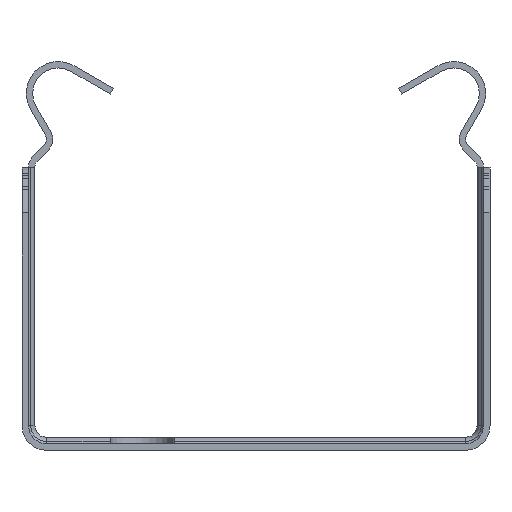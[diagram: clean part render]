
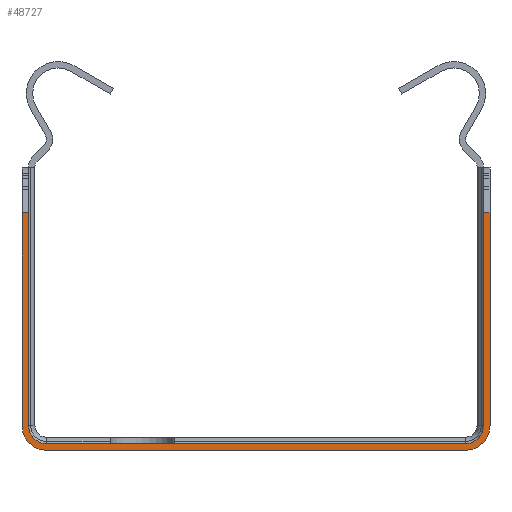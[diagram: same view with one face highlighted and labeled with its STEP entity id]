
A CAD part, front view. The second image highlights one B-rep face of the part: STEP entity #48727.
In plain terms, the highlighted planar face has unit normal (0, -1, 0).
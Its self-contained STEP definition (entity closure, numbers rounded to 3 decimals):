
#1972=CIRCLE('',#52392,2.7);
#1973=CIRCLE('',#52393,2.7);
#1974=CIRCLE('',#52394,2.);
#1975=CIRCLE('',#52395,2.);
#5464=FACE_OUTER_BOUND('',#8396,.T.);
#8396=EDGE_LOOP('',(#40320,#40321,#40322,#40323,#40324,#40325,#40326,#40327,
#40328,#40329,#40330,#40331));
#12882=LINE('',#76803,#17949);
#13046=LINE('',#77284,#18113);
#13050=LINE('',#77293,#18117);
#13053=LINE('',#77308,#18120);
#13054=LINE('',#77312,#18121);
#13055=LINE('',#77315,#18122);
#13056=LINE('',#77317,#18123);
#13057=LINE('',#77321,#18124);
#17949=VECTOR('',#62569,10.);
#18113=VECTOR('',#63049,10.);
#18117=VECTOR('',#63055,10.);
#18120=VECTOR('',#63072,10.);
#18121=VECTOR('',#63075,10.);
#18122=VECTOR('',#63078,10.);
#18123=VECTOR('',#63079,10.);
#18124=VECTOR('',#63084,10.);
#22600=VERTEX_POINT('',#76800);
#22601=VERTEX_POINT('',#76802);
#22758=VERTEX_POINT('',#77278);
#22760=VERTEX_POINT('',#77282);
#22762=VERTEX_POINT('',#77287);
#22764=VERTEX_POINT('',#77291);
#22769=VERTEX_POINT('',#77307);
#22770=VERTEX_POINT('',#77309);
#22771=VERTEX_POINT('',#77311);
#22772=VERTEX_POINT('',#77313);
#22773=VERTEX_POINT('',#77316);
#22774=VERTEX_POINT('',#77319);
#28699=EDGE_CURVE('',#22601,#22600,#12882,.T.);
#28939=EDGE_CURVE('',#22758,#22760,#13046,.T.);
#28943=EDGE_CURVE('',#22762,#22764,#13050,.T.);
#28950=EDGE_CURVE('',#22764,#22769,#13053,.T.);
#28951=EDGE_CURVE('',#22769,#22770,#1972,.T.);
#28952=EDGE_CURVE('',#22770,#22771,#13054,.T.);
#28953=EDGE_CURVE('',#22771,#22772,#1973,.T.);
#28954=EDGE_CURVE('',#22772,#22758,#13055,.T.);
#28955=EDGE_CURVE('',#22760,#22773,#13056,.T.);
#28956=EDGE_CURVE('',#22773,#22601,#1974,.T.);
#28957=EDGE_CURVE('',#22600,#22774,#1975,.T.);
#28958=EDGE_CURVE('',#22774,#22762,#13057,.T.);
#40320=ORIENTED_EDGE('',*,*,#28943,.T.);
#40321=ORIENTED_EDGE('',*,*,#28950,.T.);
#40322=ORIENTED_EDGE('',*,*,#28951,.T.);
#40323=ORIENTED_EDGE('',*,*,#28952,.T.);
#40324=ORIENTED_EDGE('',*,*,#28953,.T.);
#40325=ORIENTED_EDGE('',*,*,#28954,.T.);
#40326=ORIENTED_EDGE('',*,*,#28939,.T.);
#40327=ORIENTED_EDGE('',*,*,#28955,.T.);
#40328=ORIENTED_EDGE('',*,*,#28956,.T.);
#40329=ORIENTED_EDGE('',*,*,#28699,.T.);
#40330=ORIENTED_EDGE('',*,*,#28957,.T.);
#40331=ORIENTED_EDGE('',*,*,#28958,.T.);
#46637=PLANE('',#52391);
#48727=ADVANCED_FACE('',(#5464),#46637,.F.);
#52391=AXIS2_PLACEMENT_3D('',#77306,#63070,#63071);
#52392=AXIS2_PLACEMENT_3D('',#77310,#63073,#63074);
#52393=AXIS2_PLACEMENT_3D('',#77314,#63076,#63077);
#52394=AXIS2_PLACEMENT_3D('',#77318,#63080,#63081);
#52395=AXIS2_PLACEMENT_3D('',#77320,#63082,#63083);
#62569=DIRECTION('',(-1.,0.,0.));
#63049=DIRECTION('',(-1.,0.,0.));
#63055=DIRECTION('',(-1.,0.,0.));
#63070=DIRECTION('center_axis',(0.,1.,0.));
#63071=DIRECTION('ref_axis',(0.,0.,1.));
#63072=DIRECTION('',(0.,0.,-1.));
#63073=DIRECTION('center_axis',(0.,-1.,0.));
#63074=DIRECTION('ref_axis',(1.,0.,0.));
#63075=DIRECTION('',(1.,0.,0.));
#63076=DIRECTION('center_axis',(0.,-1.,0.));
#63077=DIRECTION('ref_axis',(0.,0.,
1.));
#63078=DIRECTION('',(0.,0.,1.));
#63079=DIRECTION('',(0.,0.,-1.));
#63080=DIRECTION('center_axis',(0.,1.,0.));
#63081=DIRECTION('ref_axis',(0.,0.,-1.));
#63082=DIRECTION('center_axis',(0.,1.,0.));
#63083=DIRECTION('ref_axis',(0.,0.,-1.));
#63084=DIRECTION('',(0.,0.,1.));
#76800=CARTESIAN_POINT('',(-23.,-36.,0.));
#76802=CARTESIAN_POINT('',(23.,-36.,0.));
#76803=CARTESIAN_POINT('',(12.,-36.,0.));
#77278=CARTESIAN_POINT('',(25.7,-36.,25.387));
#77282=CARTESIAN_POINT('',(25.,-36.,25.387));
#77284=CARTESIAN_POINT('',(12.5,-36.,25.387));
#77287=CARTESIAN_POINT('',(-25.,-36.,25.387));
#77291=CARTESIAN_POINT('',(-25.7,-36.,25.387));
#77293=CARTESIAN_POINT('',(12.5,-36.,25.387));
#77306=CARTESIAN_POINT('Origin',(0.,-36.,8.505));
#77307=CARTESIAN_POINT('',(-25.7,-36.,2.));
#77308=CARTESIAN_POINT('',(-25.7,-36.,2.));
#77309=CARTESIAN_POINT('',(-23.,-36.,-0.7));
#77310=CARTESIAN_POINT('Origin',(-23.,-36.,2.));
#77311=CARTESIAN_POINT('',(23.,-36.,-0.7));
#77312=CARTESIAN_POINT('',(23.,-36.,-0.7));
#77313=CARTESIAN_POINT('',(25.7,-36.,2.));
#77314=CARTESIAN_POINT('Origin',(23.,-36.,2.));
#77315=CARTESIAN_POINT('',(25.7,-36.,30.387));
#77316=CARTESIAN_POINT('',(25.,-36.,2.));
#77317=CARTESIAN_POINT('',(25.,-36.,8.531));
#77318=CARTESIAN_POINT('Origin',(23.,-36.,2.));
#77319=CARTESIAN_POINT('',(-25.,-36.,2.));
#77320=CARTESIAN_POINT('Origin',(-23.,-36.,2.));
#77321=CARTESIAN_POINT('',(-25.,-36.,8.531));
